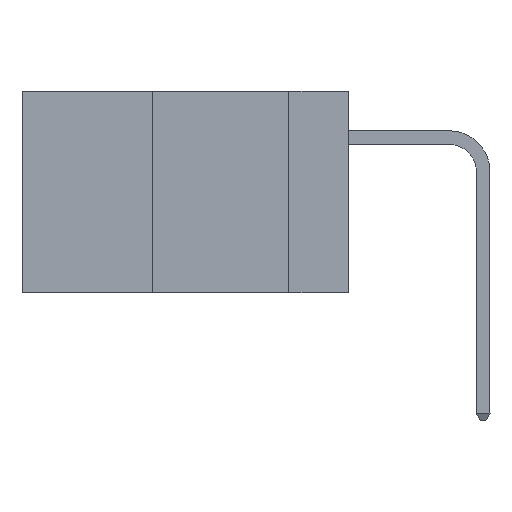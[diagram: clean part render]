
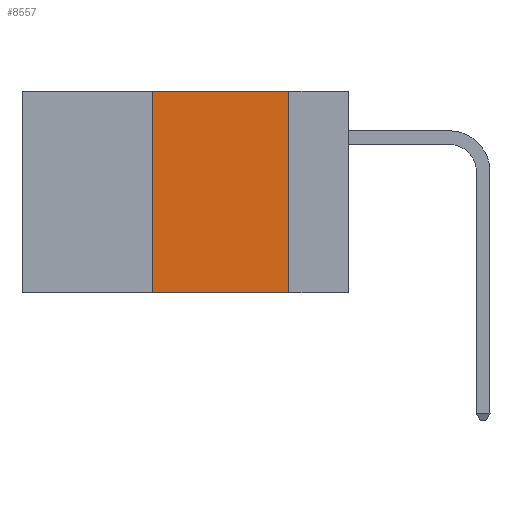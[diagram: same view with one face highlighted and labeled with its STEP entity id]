
A CAD part, left-side view. The second image highlights one B-rep face of the part: STEP entity #8557.
In plain terms, the highlighted planar face has unit normal (-1, 0, 0).
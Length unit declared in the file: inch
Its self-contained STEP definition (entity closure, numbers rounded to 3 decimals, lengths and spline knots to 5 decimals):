
#256 = LINE ( 'NONE', #1161, #7822 ) ;
#1161 = CARTESIAN_POINT ( 'NONE',  ( 0., 0.11, 0. ) ) ;
#1319 = CARTESIAN_POINT ( 'NONE',  ( 0., 0.6, 0. ) ) ;
#1440 = EDGE_LOOP ( 'NONE', ( #4100, #5456, #8643, #8339 ) ) ;
#1955 = LINE ( 'NONE', #3788, #4728 ) ;
#2037 = LINE ( 'NONE', #9436, #3556 ) ;
#2660 = VERTEX_POINT ( 'NONE', #4706 ) ;
#2782 = DIRECTION ( 'NONE',  ( 0., 0., -1. ) ) ;
#3556 = VECTOR ( 'NONE', #7838, 39.37008 ) ;
#3788 = CARTESIAN_POINT ( 'NONE',  ( 0., 0.36, 0. ) ) ;
#3924 = PLANE ( 'NONE',  #6264 ) ;
#4100 = ORIENTED_EDGE ( 'NONE', *, *, #9638, .F. ) ;
#4306 = CARTESIAN_POINT ( 'NONE',  ( 0., 0.11, -0.37 ) ) ;
#4456 = EDGE_CURVE ( 'NONE', #2660, #8493, #10227, .T. ) ;
#4658 = DIRECTION ( 'NONE',  ( 0., -1., 0. ) ) ;
#4706 = CARTESIAN_POINT ( 'NONE',  ( 0., 0.36, 0. ) ) ;
#4728 = VECTOR ( 'NONE', #8607, 39.37008 ) ;
#5456 = ORIENTED_EDGE ( 'NONE', *, *, #4456, .F. ) ;
#6264 = AXIS2_PLACEMENT_3D ( 'NONE', #10572, #7198, #8099 ) ;
#7198 = DIRECTION ( 'NONE',  ( 1., 0., 0. ) ) ;
#7822 = VECTOR ( 'NONE', #2782, 39.37008 ) ;
#7838 = DIRECTION ( 'NONE',  ( 0., -1., 0. ) ) ;
#8099 = DIRECTION ( 'NONE',  ( 0., 0., -1. ) ) ;
#8206 = FACE_OUTER_BOUND ( 'NONE', #1440, .T. ) ;
#8339 = ORIENTED_EDGE ( 'NONE', *, *, #9801, .T. ) ;
#8366 = CARTESIAN_POINT ( 'NONE',  ( 0., 0.36, -0.37 ) ) ;
#8493 = VERTEX_POINT ( 'NONE', #8746 ) ;
#8557 = ADVANCED_FACE ( 'NONE', ( #8206 ), #3924, .F. ) ;
#8607 = DIRECTION ( 'NONE',  ( 0., 0., 1. ) ) ;
#8643 = ORIENTED_EDGE ( 'NONE', *, *, #9375, .F. ) ;
#8746 = CARTESIAN_POINT ( 'NONE',  ( 0., 0.11, 0. ) ) ;
#8822 = VERTEX_POINT ( 'NONE', #8366 ) ;
#9375 = EDGE_CURVE ( 'NONE', #8822, #2660, #1955, .T. ) ;
#9436 = CARTESIAN_POINT ( 'NONE',  ( 0., 0.6, -0.37 ) ) ;
#9638 = EDGE_CURVE ( 'NONE', #8493, #9645, #256, .T. ) ;
#9645 = VERTEX_POINT ( 'NONE', #4306 ) ;
#9801 = EDGE_CURVE ( 'NONE', #8822, #9645, #2037, .T. ) ;
#10227 = LINE ( 'NONE', #1319, #10369 ) ;
#10369 = VECTOR ( 'NONE', #4658, 39.37008 ) ;
#10572 = CARTESIAN_POINT ( 'NONE',  ( 0., 0.6, 0. ) ) ;
